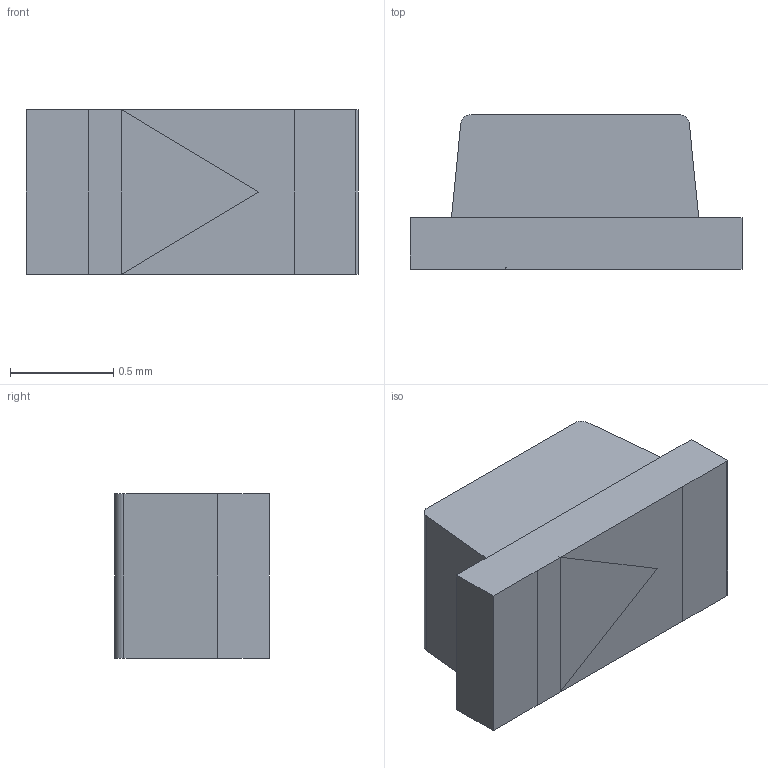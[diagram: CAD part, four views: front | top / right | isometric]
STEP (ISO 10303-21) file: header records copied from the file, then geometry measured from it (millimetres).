
FILE_DESCRIPTION (( 'STEP AP214' ), '1' );
FILE_NAME ('APT1608.STEP', '2015-12-10T16:01:18', ( '' ), ( '' ), 'SwSTEP 2.0', 'SolidWorks 2015', '' );
FILE_SCHEMA (( 'AUTOMOTIVE_DESIGN' ));
Length unit declared in the file: millimetre
Products named in the file (1): APT1608
Bounding box: 1.61 x 0.75 x 0.8 mm (x, y, z)
Volume: 0.8 mm3; surface area: 8.1 mm2
Topology: 3 solids, 3 shells, 31 faces, 75 edges, 50 vertices
Faces by surface type: plane 29, cylinder 2
Entity records: 1275 total; most frequent: CARTESIAN_POINT 157, ORIENTED_EDGE 150, DIRECTION 143, EDGE_CURVE 75, LINE 71, VECTOR 71, VERTEX_POINT 50, AXIS2_PLACEMENT_3D 36
